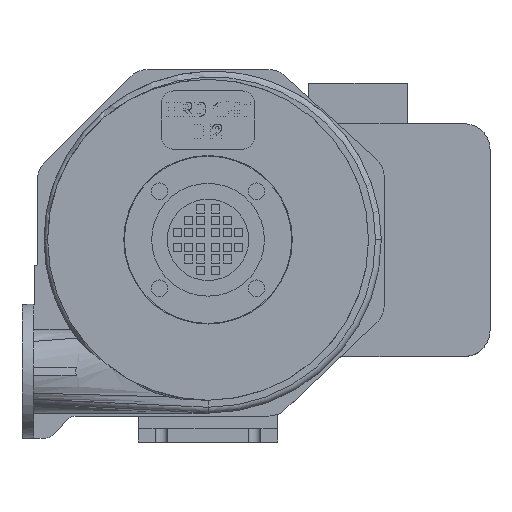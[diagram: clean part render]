
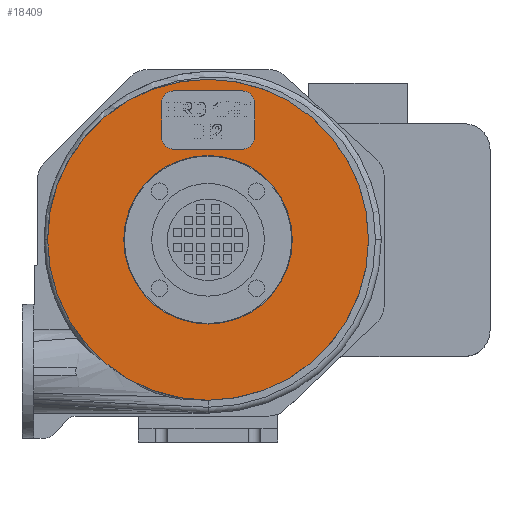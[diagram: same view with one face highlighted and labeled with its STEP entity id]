
A CAD part, top view. The second image highlights one B-rep face of the part: STEP entity #18409.
In plain terms, the highlighted planar face has unit normal (0, 0, 1).
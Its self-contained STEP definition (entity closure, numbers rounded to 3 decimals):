
#3981=CARTESIAN_POINT('',(30.,78.,48.5));
#3982=VERTEX_POINT('',#3981);
#3989=CARTESIAN_POINT('',(40.,88.,48.5));
#3990=VERTEX_POINT('',#3989);
#3991=CARTESIAN_POINT('',(30.,88.,48.5));
#3992=DIRECTION('',(0.,0.,-1.));
#3993=DIRECTION('',(0.707,-0.707,0.));
#3994=AXIS2_PLACEMENT_3D('',#3991,#3992,#3993);
#3995=CIRCLE('',#3994,10.0);
#3996=EDGE_CURVE('',#3990,#3982,#3995,.T.);
#4014=CARTESIAN_POINT('',(-30.,78.,48.5));
#4015=VERTEX_POINT('',#4014);
#4022=CARTESIAN_POINT('',(30.,78.,48.5));
#4023=DIRECTION('',(-1.0,0.0,0.0));
#4024=VECTOR('',#4023,60.0);
#4025=LINE('',#4022,#4024);
#4026=EDGE_CURVE('',#3982,#4015,#4025,.T.);
#4036=CARTESIAN_POINT('',(-40.,88.,48.5));
#4037=VERTEX_POINT('',#4036);
#4038=CARTESIAN_POINT('',(-30.,88.,48.5));
#4039=DIRECTION('',(0.,0.,-1.0));
#4040=DIRECTION('',(-0.707,-0.707,0.));
#4041=AXIS2_PLACEMENT_3D('',#4038,#4039,#4040);
#4042=CIRCLE('',#4041,10.0);
#4043=EDGE_CURVE('',#4015,#4037,#4042,.T.);
#4061=CARTESIAN_POINT('',(30.,128.,48.5));
#4062=VERTEX_POINT('',#4061);
#4063=CARTESIAN_POINT('',(40.,118.,48.5));
#4064=VERTEX_POINT('',#4063);
#4065=CARTESIAN_POINT('',(30.,118.,48.5));
#4066=DIRECTION('',(0.,0.,-1.));
#4067=DIRECTION('',(0.707,0.707,0.));
#4068=AXIS2_PLACEMENT_3D('',#4065,#4066,#4067);
#4069=CIRCLE('',#4068,10.);
#4070=EDGE_CURVE('',#4062,#4064,#4069,.T.);
#4094=CARTESIAN_POINT('',(-30.,128.,48.5));
#4095=VERTEX_POINT('',#4094);
#4096=CARTESIAN_POINT('',(-30.,128.,48.5));
#4097=DIRECTION('',(1.0,0.0,0.0));
#4098=VECTOR('',#4097,60.0);
#4099=LINE('',#4096,#4098);
#4100=EDGE_CURVE('',#4095,#4062,#4099,.T.);
#4117=CARTESIAN_POINT('',(-40.,118.,48.5));
#4118=VERTEX_POINT('',#4117);
#4119=CARTESIAN_POINT('',(-30.,118.,48.5));
#4120=DIRECTION('',(0.,0.,-1.));
#4121=DIRECTION('',(-0.707,0.707,0.));
#4122=AXIS2_PLACEMENT_3D('',#4119,#4120,#4121);
#4123=CIRCLE('',#4122,10.);
#4124=EDGE_CURVE('',#4118,#4095,#4123,.T.);
#4145=CARTESIAN_POINT('',(-40.,88.,48.5));
#4146=DIRECTION('',(0.0,1.0,0.0));
#4147=VECTOR('',#4146,30.0);
#4148=LINE('',#4145,#4147);
#4149=EDGE_CURVE('',#4037,#4118,#4148,.T.);
#4160=CARTESIAN_POINT('',(40.,118.,48.5));
#4161=DIRECTION('',(0.0,-1.0,0.0));
#4162=VECTOR('',#4161,30.);
#4163=LINE('',#4160,#4162);
#4164=EDGE_CURVE('',#4064,#3990,#4163,.T.);
#18372=CARTESIAN_POINT('',(0.0,0.0,48.5));
#18373=DIRECTION('',(0.0,0.0,-1.0));
#18374=DIRECTION('',(-1.0,0.0,0.0));
#18375=AXIS2_PLACEMENT_3D('',#18372,#18373,#18374);
#18376=PLANE('',#18375);
#18377=CARTESIAN_POINT('',(138.0,0.,48.5));
#18378=VERTEX_POINT('',#18377);
#18379=CARTESIAN_POINT('',(0.0,0.0,48.5));
#18380=DIRECTION('',(0.0,0.0,-1.0));
#18381=DIRECTION('',(-1.0,0.0,0.0));
#18382=AXIS2_PLACEMENT_3D('',#18379,#18380,#18381);
#18383=CIRCLE('',#18382,138.0);
#18384=EDGE_CURVE('',#18378,#18378,#18383,.T.);
#18385=ORIENTED_EDGE('',*,*,#18384,.F.);
#18386=EDGE_LOOP('',(#18385));
#18387=FACE_OUTER_BOUND('',#18386,.T.);
#18388=ORIENTED_EDGE('',*,*,#4070,.T.);
#18389=ORIENTED_EDGE('',*,*,#4164,.T.);
#18390=ORIENTED_EDGE('',*,*,#3996,.T.);
#18391=ORIENTED_EDGE('',*,*,#4026,.T.);
#18392=ORIENTED_EDGE('',*,*,#4043,.T.);
#18393=ORIENTED_EDGE('',*,*,#4149,.T.);
#18394=ORIENTED_EDGE('',*,*,#4124,.T.);
#18395=ORIENTED_EDGE('',*,*,#4100,.T.);
#18396=EDGE_LOOP('',(#18388,#18389,#18390,#18391,#18392,#18393,#18394,#18395));
#18397=FACE_BOUND('',#18396,.T.);
#18398=CARTESIAN_POINT('',(72.5,0.,48.5));
#18399=VERTEX_POINT('',#18398);
#18400=CARTESIAN_POINT('',(0.0,0.0,48.5));
#18401=DIRECTION('',(0.0,0.0,-1.0));
#18402=DIRECTION('',(-1.0,0.0,0.0));
#18403=AXIS2_PLACEMENT_3D('',#18400,#18401,#18402);
#18404=CIRCLE('',#18403,72.5);
#18405=EDGE_CURVE('',#18399,#18399,#18404,.T.);
#18406=ORIENTED_EDGE('',*,*,#18405,.T.);
#18407=EDGE_LOOP('',(#18406));
#18408=FACE_BOUND('',#18407,.T.);
#18409=ADVANCED_FACE('',(#18387,#18397,#18408),#18376,.F.);
